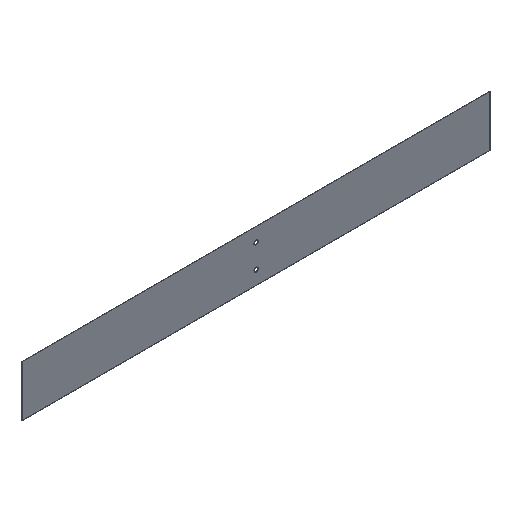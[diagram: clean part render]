
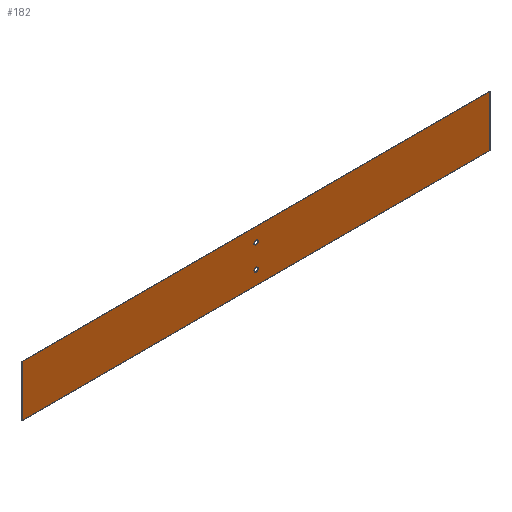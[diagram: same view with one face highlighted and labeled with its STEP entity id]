
A CAD part, isometric view. The second image highlights one B-rep face of the part: STEP entity #182.
In plain terms, the highlighted planar face has unit normal (0, -1, 0).
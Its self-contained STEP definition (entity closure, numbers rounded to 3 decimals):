
#6 = VERTEX_POINT ( 'NONE', #114 ) ;
#10 = VERTEX_POINT ( 'NONE', #107 ) ;
#13 = VERTEX_POINT ( 'NONE', #175 ) ;
#14 = VERTEX_POINT ( 'NONE', #174 ) ;
#35 = AXIS2_PLACEMENT_3D ( 'NONE', #108, #110, #152 ) ;
#37 = EDGE_CURVE ( 'NONE', #263, #263, #226, .T. ) ;
#41 = EDGE_CURVE ( 'NONE', #14, #6, #225, .T. ) ;
#46 = AXIS2_PLACEMENT_3D ( 'NONE', #164, #163, #162 ) ;
#47 = AXIS2_PLACEMENT_3D ( 'NONE', #170, #169, #168 ) ;
#48 = EDGE_CURVE ( 'NONE', #265, #265, #223, .T. ) ;
#49 = EDGE_CURVE ( 'NONE', #10, #6, #220, .T. ) ;
#53 = EDGE_CURVE ( 'NONE', #13, #14, #229, .T. ) ;
#59 = EDGE_CURVE ( 'NONE', #13, #10, #242, .T. ) ;
#70 = CARTESIAN_POINT ( 'NONE',  ( 0., 0., -50. ) ) ;
#97 = CARTESIAN_POINT ( 'NONE',  ( 0., 0., -20. ) ) ;
#100 = EDGE_LOOP ( 'NONE', ( #213, #214, #212, #211 ) ) ;
#106 = PLANE ( 'NONE',  #35 ) ;
#107 = CARTESIAN_POINT ( 'NONE',  ( -297., 0., 0. ) ) ;
#108 = CARTESIAN_POINT ( 'NONE',  ( -297., 0., -65. ) ) ;
#110 = DIRECTION ( 'NONE',  ( 0., -1., 0. ) ) ;
#114 = CARTESIAN_POINT ( 'NONE',  ( 297., 0., 0. ) ) ;
#143 = DIRECTION ( 'NONE',  ( 0., 0., 1. ) ) ;
#144 = CARTESIAN_POINT ( 'NONE',  ( -297., 0., -65. ) ) ;
#152 = DIRECTION ( 'NONE',  ( 0., 0., -1. ) ) ;
#154 = DIRECTION ( 'NONE',  ( 1., 0., 0. ) ) ;
#161 = DIRECTION ( 'NONE',  ( 1., 0., 0. ) ) ;
#162 = DIRECTION ( 'NONE',  ( 0., 0., -1. ) ) ;
#163 = DIRECTION ( 'NONE',  ( 0., -1., 0. ) ) ;
#164 = CARTESIAN_POINT ( 'NONE',  ( 0., 0., -47.5 ) ) ;
#165 = CARTESIAN_POINT ( 'NONE',  ( -297., 0., -65. ) ) ;
#167 = DIRECTION ( 'NONE',  ( 0., 0., 1. ) ) ;
#168 = DIRECTION ( 'NONE',  ( 0., 0., -1. ) ) ;
#169 = DIRECTION ( 'NONE',  ( 0., 1., 0. ) ) ;
#170 = CARTESIAN_POINT ( 'NONE',  ( 0., 0., -17.5 ) ) ;
#172 = CARTESIAN_POINT ( 'NONE',  ( 297., 0., -65. ) ) ;
#173 = CARTESIAN_POINT ( 'NONE',  ( -297., 0., 0. ) ) ;
#174 = CARTESIAN_POINT ( 'NONE',  ( 297., 0., -65. ) ) ;
#175 = CARTESIAN_POINT ( 'NONE',  ( -297., 0., -65. ) ) ;
#182 = ADVANCED_FACE ( 'NONE', ( #255, #262, #257 ), #106, .T. ) ;
#184 = EDGE_LOOP ( 'NONE', ( #210 ) ) ;
#186 = EDGE_LOOP ( 'NONE', ( #218 ) ) ;
#210 = ORIENTED_EDGE ( 'NONE', *, *, #37, .T. ) ;
#211 = ORIENTED_EDGE ( 'NONE', *, *, #41, .T. ) ;
#212 = ORIENTED_EDGE ( 'NONE', *, *, #53, .T. ) ;
#213 = ORIENTED_EDGE ( 'NONE', *, *, #49, .F. ) ;
#214 = ORIENTED_EDGE ( 'NONE', *, *, #59, .F. ) ;
#218 = ORIENTED_EDGE ( 'NONE', *, *, #48, .F. ) ;
#220 = LINE ( 'NONE', #173, #228 ) ;
#222 = VECTOR ( 'NONE', #167, 1000. ) ;
#223 = CIRCLE ( 'NONE', #46, 2.5 ) ;
#225 = LINE ( 'NONE', #172, #222 ) ;
#226 = CIRCLE ( 'NONE', #47, 2.5 ) ;
#228 = VECTOR ( 'NONE', #161, 1000. ) ;
#229 = LINE ( 'NONE', #165, #235 ) ;
#235 = VECTOR ( 'NONE', #154, 1000. ) ;
#242 = LINE ( 'NONE', #144, #244 ) ;
#244 = VECTOR ( 'NONE', #143, 1000. ) ;
#255 = FACE_BOUND ( 'NONE', #186, .T. ) ;
#257 = FACE_BOUND ( 'NONE', #184, .T. ) ;
#262 = FACE_OUTER_BOUND ( 'NONE', #100, .T. ) ;
#263 = VERTEX_POINT ( 'NONE', #97 ) ;
#265 = VERTEX_POINT ( 'NONE', #70 ) ;
